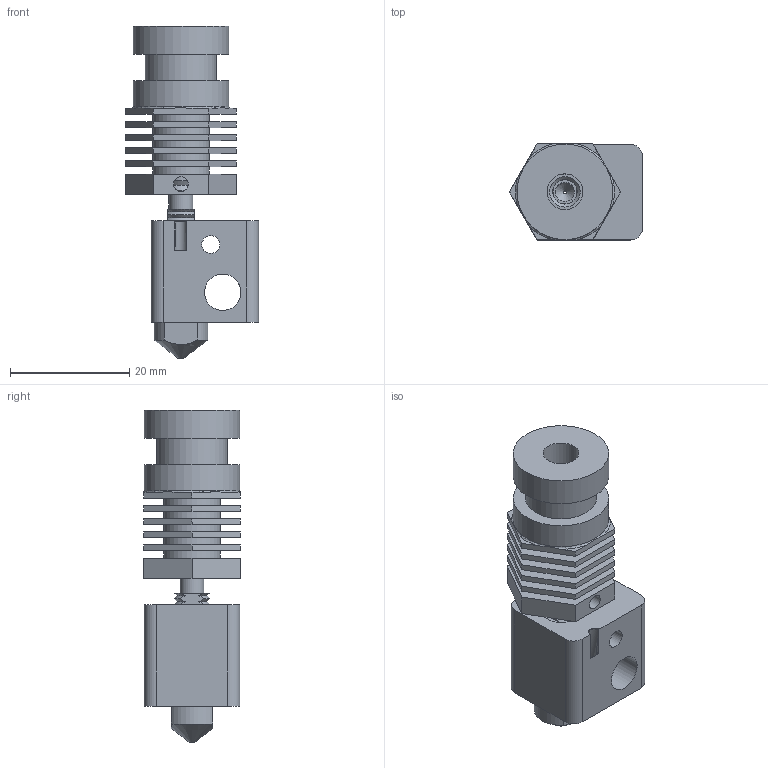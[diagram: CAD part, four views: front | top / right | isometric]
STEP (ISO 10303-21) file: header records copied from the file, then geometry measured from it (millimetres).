
FILE_DESCRIPTION(('FreeCAD Model'),'2;1');
FILE_NAME('Hotend_Step2.step', '2016-11-09T12:35:53',('Author'),(''), 'Open CASCADE STEP processor 6.8','FreeCAD','Unknown');
FILE_SCHEMA(('AUTOMOTIVE_DESIGN_CC2 { 1 2 10303 214 -1 1 5 4 }'));
Length unit declared in the file: millimetre
Products named in the file (5): ASSEMBLY; Cooling_Block_3mm_short_step1_01; Heat_Break_Tube_step1_01; Nozzle_step1_01; Heater_Block_16_x_18_x_17_step1_01
Assembly tree (4 placements, depth 2):
  ASSEMBLY
    Cooling_Block_3mm_short_step1_01
    Heat_Break_Tube_step1_01
    Nozzle_step1_01
    Heater_Block_16_x_18_x_17_step1_01
Bounding box: 22.3 x 16.1 x 55.6 mm (x, y, z)
Volume: 8533.6 mm3; surface area: 7838.5 mm2
Topology: 4 solids, 4 shells, 166 faces, 377 edges, 236 vertices
Faces by surface type: plane 81, cone 46, cylinder 36, torus 3
Full cylindrical faces by diameter (mm): 0.5 x1, 2 x1, 2.5 x1, 3 x2, 3.2 x2, 4 x2, 4.1 x1, 4.9 x1, 6 x5, 6.1 x1, 9.5 x5, 11.9 x1, 16 x2
Entity records: 17445 total; most frequent: CARTESIAN_POINT 9626, DIRECTION 1468, ORIENTED_EDGE 752, PCURVE 752, DEFINITIONAL_REPRESENTATION 752, LINE 747, VECTOR 747, EDGE_CURVE 376
